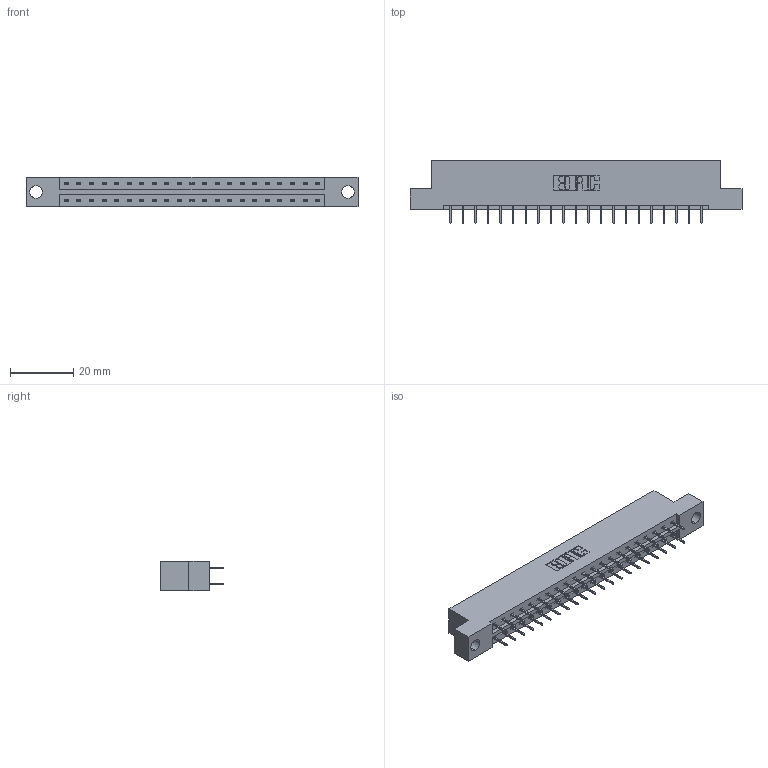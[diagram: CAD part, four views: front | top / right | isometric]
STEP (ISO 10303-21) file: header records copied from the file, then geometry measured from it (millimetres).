
FILE_DESCRIPTION (( 'STEP AP203' ), '1' );
FILE_NAME ('833-042-524-204.STEP', '2020-06-03T20:58:51', ( '' ), ( '' ), 'SwSTEP 2.0', 'SolidWorks 2020', '' );
FILE_SCHEMA (( 'CONFIG_CONTROL_DESIGN' ));
Length unit declared in the file: inch
Products named in the file (3): 833 Part_Flush - .156 Dia - TH; 345-292-001_345-293-124; 833-042-524-204
Assembly tree (43 placements, depth 2):
  833-042-524-204
    833 Part_Flush - .156 Dia - TH
    345-292-001_345-293-124  x42
Bounding box: 104.75 x 19.69 x 9.4 mm (x, y, z)
Volume: 10346.5 mm3; surface area: 11615.2 mm2
Topology: 43 solids, 43 shells, 2466 faces, 6989 edges, 4490 vertices
Faces by surface type: plane 1834, cylinder 632
Entity records: 16303 total; most frequent: CARTESIAN_POINT 2726, ORIENTED_EDGE 2662, DIRECTION 2367, EDGE_CURVE 1331, LINE 1207, VECTOR 1207, VERTEX_POINT 882, AXIS2_PLACEMENT_3D 580
